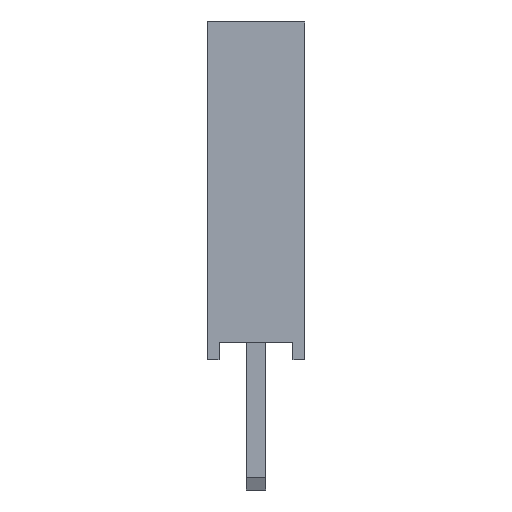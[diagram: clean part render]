
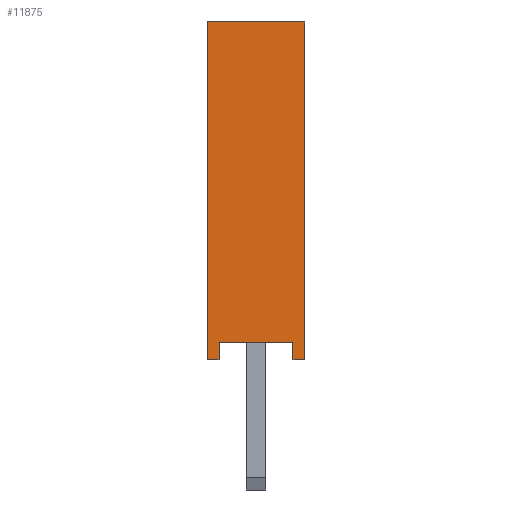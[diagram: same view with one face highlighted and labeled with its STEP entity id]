
A CAD part, left-side view. The second image highlights one B-rep face of the part: STEP entity #11875.
In plain terms, the highlighted planar face has unit normal (-1, 0, 0).
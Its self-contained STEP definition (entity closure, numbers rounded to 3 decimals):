
#297=FACE_OUTER_BOUND('',#959,.T.);
#959=EDGE_LOOP('',(#7719,#7720,#7721,#7722,#7723,#7724,#7725,#7726));
#1710=LINE('',#16576,#3264);
#1714=LINE('',#16585,#3268);
#1718=LINE('',#16592,#3272);
#1720=LINE('',#16598,#3274);
#1727=LINE('',#16612,#3281);
#1729=LINE('',#16616,#3283);
#1731=LINE('',#16620,#3285);
#1733=LINE('',#16623,#3287);
#3264=VECTOR('',#13461,10.);
#3268=VECTOR('',#13467,10.);
#3272=VECTOR('',#13473,10.);
#3274=VECTOR('',#13481,10.);
#3281=VECTOR('',#13492,10.);
#3283=VECTOR('',#13496,10.);
#3285=VECTOR('',#13500,10.);
#3287=VECTOR('',#13504,10.);
#4793=VERTEX_POINT('',#16574);
#4794=VERTEX_POINT('',#16575);
#4797=VERTEX_POINT('',#16583);
#4798=VERTEX_POINT('',#16584);
#4801=VERTEX_POINT('',#16597);
#4806=VERTEX_POINT('',#16611);
#4807=VERTEX_POINT('',#16615);
#4808=VERTEX_POINT('',#16619);
#5918=EDGE_CURVE('',#4793,#4794,#1710,.T.);
#5922=EDGE_CURVE('',#4797,#4798,#1714,.T.);
#5926=EDGE_CURVE('',#4794,#4797,#1718,.T.);
#5928=EDGE_CURVE('',#4798,#4801,#1720,.T.);
#5935=EDGE_CURVE('',#4806,#4793,#1727,.T.);
#5937=EDGE_CURVE('',#4807,#4806,#1729,.T.);
#5939=EDGE_CURVE('',#4808,#4807,#1731,.T.);
#5941=EDGE_CURVE('',#4801,#4808,#1733,.T.);
#7719=ORIENTED_EDGE('',*,*,#5935,.F.);
#7720=ORIENTED_EDGE('',*,*,#5937,.F.);
#7721=ORIENTED_EDGE('',*,*,#5939,.F.);
#7722=ORIENTED_EDGE('',*,*,#5941,.F.);
#7723=ORIENTED_EDGE('',*,*,#5928,.F.);
#7724=ORIENTED_EDGE('',*,*,#5922,.F.);
#7725=ORIENTED_EDGE('',*,*,#5926,.F.);
#7726=ORIENTED_EDGE('',*,*,#5918,.F.);
#10863=PLANE('',#12568);
#11875=ADVANCED_FACE('',(#297),#10863,.F.);
#12568=AXIS2_PLACEMENT_3D('',#16624,#13505,#13506);
#13461=DIRECTION('',(0.,0.,1.));
#13467=DIRECTION('',(0.,0.,-1.));
#13473=DIRECTION('',(0.,-1.,0.));
#13481=DIRECTION('',(0.,1.,0.));
#13492=DIRECTION('',(0.,1.,0.));
#13496=DIRECTION('',(0.,0.,-1.));
#13500=DIRECTION('',(0.,1.,0.));
#13504=DIRECTION('',(0.,0.,1.));
#13505=DIRECTION('center_axis',(1.,0.,0.));
#13506=DIRECTION('ref_axis',(0.,0.,-1.));
#16574=CARTESIAN_POINT('',(-1.317,1.238,0.));
#16575=CARTESIAN_POINT('',(-1.317,1.238,8.575));
#16576=CARTESIAN_POINT('',(-1.317,1.238,2.144));
#16583=CARTESIAN_POINT('',(-1.317,-1.238,8.575));
#16584=CARTESIAN_POINT('',(-1.317,-1.238,0.));
#16585=CARTESIAN_POINT('',(-1.317,-1.238,2.144));
#16592=CARTESIAN_POINT('',(-1.317,-1.238,8.575));
#16597=CARTESIAN_POINT('',(-1.317,-0.938,0.));
#16598=CARTESIAN_POINT('',(-1.317,-1.238,0.));
#16611=CARTESIAN_POINT('',(-1.317,0.938,0.));
#16612=CARTESIAN_POINT('',(-1.317,-1.238,0.));
#16615=CARTESIAN_POINT('',(-1.317,0.938,0.448));
#16616=CARTESIAN_POINT('',(-1.317,0.938,0.));
#16619=CARTESIAN_POINT('',(-1.317,-0.938,0.448));
#16620=CARTESIAN_POINT('',(-1.317,-0.15,0.448));
#16623=CARTESIAN_POINT('',(-1.317,-0.938,0.224));
#16624=CARTESIAN_POINT('Origin',(-1.317,-1.238,0.));
